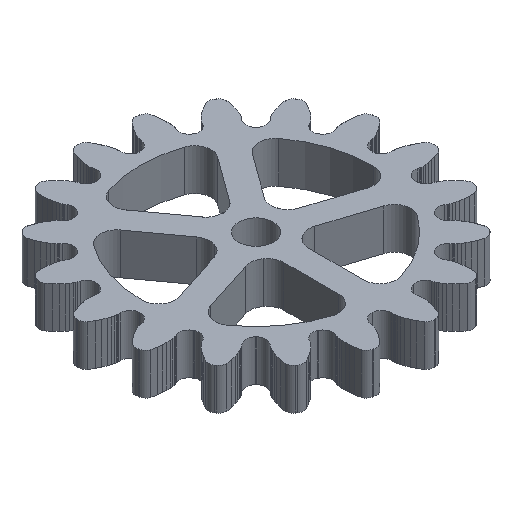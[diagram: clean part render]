
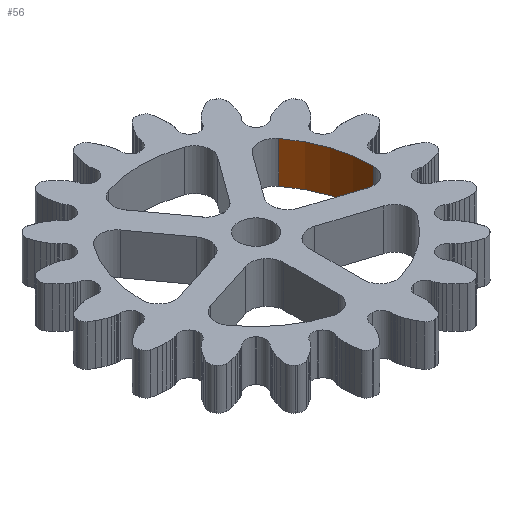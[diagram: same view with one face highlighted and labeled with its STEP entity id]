
A CAD part, isometric view. The second image highlights one B-rep face of the part: STEP entity #56.
In plain terms, the highlighted cylindrical face has radius 14 mm (diameter 28 mm), a partial arc.
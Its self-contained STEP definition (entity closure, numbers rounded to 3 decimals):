
#56=ADVANCED_FACE('',(#603),#605,.F.);
#603=FACE_BOUND('',#604,.T.);
#604=EDGE_LOOP('',(#4844,#4845,#4846,#4847));
#605=CYLINDRICAL_SURFACE('',#606,14.);
#606=AXIS2_PLACEMENT_3D('',#607,#608,#609);
#607=CARTESIAN_POINT('',(0.,0.,0.));
#608=DIRECTION('',(0.,0.,1.));
#609=DIRECTION('',(-1.,0.,0.));
#4844=ORIENTED_EDGE('',*,*,#7668,.F.);
#4845=ORIENTED_EDGE('',*,*,#7163,.F.);
#4846=ORIENTED_EDGE('',*,*,#7669,.F.);
#4847=ORIENTED_EDGE('',*,*,#7634,.F.);
#7163=EDGE_CURVE('',#9033,#9035,#9036,.F.);
#7634=EDGE_CURVE('',#9975,#9977,#9978,.T.);
#7668=EDGE_CURVE('',#9035,#9975,#10032,.F.);
#7669=EDGE_CURVE('',#9977,#9033,#10033,.T.);
#9033=VERTEX_POINT('',#12424);
#9035=VERTEX_POINT('',#12429);
#9036=CIRCLE('',#12430,14.);
#9975=VERTEX_POINT('',#14445);
#9977=VERTEX_POINT('',#14450);
#9978=CIRCLE('',#14451,14.);
#10032=LINE('',#14590,#14591);
#10033=LINE('',#14593,#14594);
#12424=CARTESIAN_POINT('',(11.175,8.434,5.));
#12429=CARTESIAN_POINT('',(13.998,-0.255,5.));
#12430=AXIS2_PLACEMENT_3D('',#12431,#12432,#12433);
#12431=CARTESIAN_POINT('',(0.,0.,5.));
#12432=DIRECTION('',(0.,0.,1.));
#12433=DIRECTION('',(1.,-0.018,0.));
#14445=CARTESIAN_POINT('',(13.998,-0.255,0.));
#14450=CARTESIAN_POINT('',(11.175,8.434,0.));
#14451=AXIS2_PLACEMENT_3D('',#14452,#14453,#14454);
#14452=CARTESIAN_POINT('',(0.,0.,0.));
#14453=DIRECTION('',(0.,0.,1.));
#14454=DIRECTION('',(1.,-0.018,0.));
#14590=CARTESIAN_POINT('',(13.998,-0.255,0.));
#14591=VECTOR('',#14592,1.);
#14592=DIRECTION('',(0.,0.,1.));
#14593=CARTESIAN_POINT('',(11.175,8.434,0.));
#14594=VECTOR('',#14595,1.);
#14595=DIRECTION('',(0.,0.,1.));
